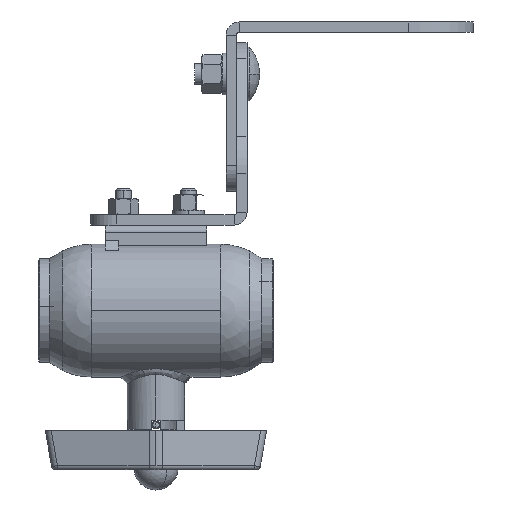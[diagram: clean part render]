
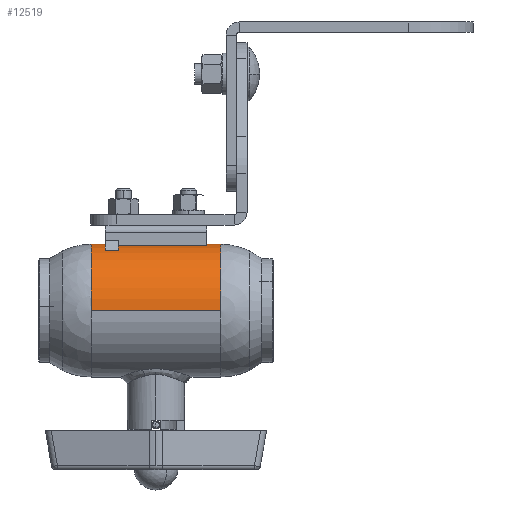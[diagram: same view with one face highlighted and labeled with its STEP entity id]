
A CAD part, left-side view. The second image highlights one B-rep face of the part: STEP entity #12519.
In plain terms, the highlighted cylindrical face has radius 25.5 mm (diameter 51 mm), a partial arc.
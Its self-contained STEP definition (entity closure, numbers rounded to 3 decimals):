
#11955 = VERTEX_POINT ( 'NONE', #33305 ) ;
#11958 = EDGE_CURVE ( 'NONE', #11959, #11955, #33304, .T. ) ;
#11959 = VERTEX_POINT ( 'NONE', #33467 ) ;
#12264 = VERTEX_POINT ( 'NONE', #34322 ) ;
#12268 = VERTEX_POINT ( 'NONE', #34319 ) ;
#12271 = EDGE_CURVE ( 'NONE', #11959, #12530, #34248, .T. ) ;
#12281 = EDGE_CURVE ( 'NONE', #12549, #12264, #34417, .T. ) ;
#12289 = EDGE_LOOP ( 'NONE', ( #12523, #12468, #12469, #12473, #12475, #12437 ) ) ;
#12437 = ORIENTED_EDGE ( 'NONE', *, *, #12547, .F. ) ;
#12464 = EDGE_CURVE ( 'NONE', #12268, #12264, #34692, .T. ) ;
#12468 = ORIENTED_EDGE ( 'NONE', *, *, #11958, .T. ) ;
#12469 = ORIENTED_EDGE ( 'NONE', *, *, #12471, .T. ) ;
#12471 = EDGE_CURVE ( 'NONE', #11955, #12268, #34682, .T. ) ;
#12473 = ORIENTED_EDGE ( 'NONE', *, *, #12464, .T. ) ;
#12475 = ORIENTED_EDGE ( 'NONE', *, *, #12281, .F. ) ;
#12519 = ADVANCED_FACE ( 'NONE', ( #34849 ), #34868, .T. ) ;
#12523 = ORIENTED_EDGE ( 'NONE', *, *, #12271, .F. ) ;
#12530 = VERTEX_POINT ( 'NONE', #34828 ) ;
#12547 = EDGE_CURVE ( 'NONE', #12530, #12549, #34920, .T. ) ;
#12549 = VERTEX_POINT ( 'NONE', #34915 ) ;
#33303 = CARTESIAN_POINT ( 'NONE',  ( -70., 51.9, -110.9 ) ) ;
#33304 = CIRCLE ( 'NONE', #33470, 25.5 ) ;
#33305 = CARTESIAN_POINT ( 'NONE',  ( -70., 51.9, -85.4 ) ) ;
#33467 = CARTESIAN_POINT ( 'NONE',  ( -44.5, 51.9, -110.9 ) ) ;
#33468 = DIRECTION ( 'NONE',  ( -1., 0., 0. ) ) ;
#33469 = DIRECTION ( 'NONE',  ( 0., -1., 0. ) ) ;
#33470 = AXIS2_PLACEMENT_3D ( 'NONE', #33303, #33469, #33468 ) ;
#34245 = DIRECTION ( 'NONE',  ( 0., -1., 0. ) ) ;
#34246 = VECTOR ( 'NONE', #34245, 1000. ) ;
#34247 = CARTESIAN_POINT ( 'NONE',  ( -44.5, -12.787, -110.9 ) ) ;
#34248 = LINE ( 'NONE', #34247, #34246 ) ;
#34319 = CARTESIAN_POINT ( 'NONE',  ( -95.5, 51.9, -110.9 ) ) ;
#34322 = CARTESIAN_POINT ( 'NONE',  ( -95.5, 2.1, -110.9 ) ) ;
#34416 = AXIS2_PLACEMENT_3D ( 'NONE', #34563, #34560, #34559 ) ;
#34417 = CIRCLE ( 'NONE', #34416, 25.5 ) ;
#34559 = DIRECTION ( 'NONE',  ( -1., 0., 0. ) ) ;
#34560 = DIRECTION ( 'NONE',  ( 0., -1., 0. ) ) ;
#34563 = CARTESIAN_POINT ( 'NONE',  ( -70., 2.1, -110.9 ) ) ;
#34678 = DIRECTION ( 'NONE',  ( -1., 0., 0. ) ) ;
#34679 = DIRECTION ( 'NONE',  ( 0., -1., 0. ) ) ;
#34680 = CARTESIAN_POINT ( 'NONE',  ( -70., 51.9, -110.9 ) ) ;
#34681 = AXIS2_PLACEMENT_3D ( 'NONE', #34680, #34679, #34678 ) ;
#34682 = CIRCLE ( 'NONE', #34681, 25.5 ) ;
#34689 = DIRECTION ( 'NONE',  ( 0., -1., 0. ) ) ;
#34690 = VECTOR ( 'NONE', #34689, 1000. ) ;
#34691 = CARTESIAN_POINT ( 'NONE',  ( -95.5, -12.787, -110.9 ) ) ;
#34692 = LINE ( 'NONE', #34691, #34690 ) ;
#34828 = CARTESIAN_POINT ( 'NONE',  ( -44.5, 2.1, -110.9 ) ) ;
#34849 = FACE_OUTER_BOUND ( 'NONE', #12289, .T. ) ;
#34864 = DIRECTION ( 'NONE',  ( -1., 0., 0. ) ) ;
#34865 = DIRECTION ( 'NONE',  ( 0., -1., 0. ) ) ;
#34866 = CARTESIAN_POINT ( 'NONE',  ( -70., -12.787, -110.9 ) ) ;
#34867 = AXIS2_PLACEMENT_3D ( 'NONE', #34866, #34865, #34864 ) ;
#34868 = CYLINDRICAL_SURFACE ( 'NONE', #34867, 25.5 ) ;
#34915 = CARTESIAN_POINT ( 'NONE',  ( -70., 2.1, -85.4 ) ) ;
#34916 = DIRECTION ( 'NONE',  ( -1., 0., 0. ) ) ;
#34917 = DIRECTION ( 'NONE',  ( 0., -1., 0. ) ) ;
#34918 = CARTESIAN_POINT ( 'NONE',  ( -70., 2.1, -110.9 ) ) ;
#34919 = AXIS2_PLACEMENT_3D ( 'NONE', #34918, #34917, #34916 ) ;
#34920 = CIRCLE ( 'NONE', #34919, 25.5 ) ;
